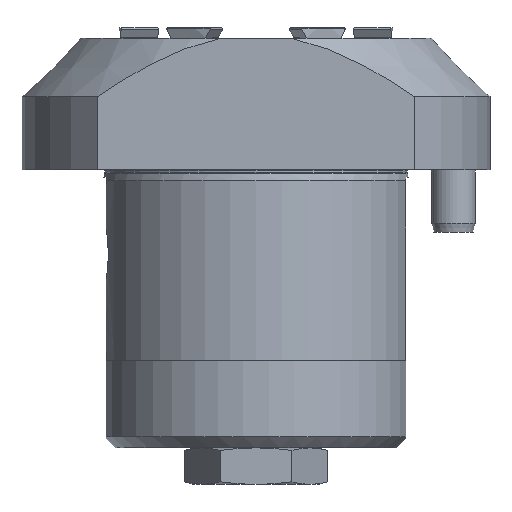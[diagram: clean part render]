
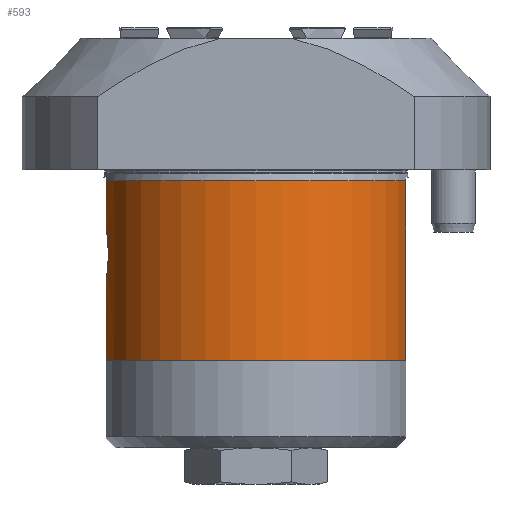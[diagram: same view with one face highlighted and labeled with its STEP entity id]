
A CAD part, left-side view. The second image highlights one B-rep face of the part: STEP entity #593.
In plain terms, the highlighted cylindrical face has radius 21 mm (diameter 42 mm), a partial arc.
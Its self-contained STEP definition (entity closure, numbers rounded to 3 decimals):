
#179=FACE_OUTER_BOUND('',#829,.T.);
#277=B_SPLINE_CURVE_WITH_KNOTS('',3,(#3053,#3054,#3055,#3056,#3057,#3058,
#3059,#3060),.UNSPECIFIED.,.F.,.F.,(4,2,2,4),(0.,0.25,0.5,1.),.UNSPECIFIED.);
#436=LINE('',#3051,#514);
#437=LINE('',#3062,#515);
#438=LINE('',#3066,#516);
#514=VECTOR('',#2478,1.);
#515=VECTOR('',#2479,1.);
#516=VECTOR('',#2482,1.);
#593=ADVANCED_FACE('',(#179),#721,.T.);
#721=CYLINDRICAL_SURFACE('',#2216,21.);
#829=EDGE_LOOP('',(#994,#995,#996,#997,#998,#999));
#994=ORIENTED_EDGE('',*,*,#1813,.F.);
#995=ORIENTED_EDGE('',*,*,#1814,.T.);
#996=ORIENTED_EDGE('',*,*,#1815,.T.);
#997=ORIENTED_EDGE('',*,*,#1816,.T.);
#998=ORIENTED_EDGE('',*,*,#1817,.F.);
#999=ORIENTED_EDGE('',*,*,#1818,.T.);
#1604=VERTEX_POINT('',#3049);
#1605=VERTEX_POINT('',#3050);
#1606=VERTEX_POINT('',#3052);
#1607=VERTEX_POINT('',#3061);
#1608=VERTEX_POINT('',#3063);
#1609=VERTEX_POINT('',#3065);
#1813=EDGE_CURVE('',#1604,#1605,#2116,.T.);
#1814=EDGE_CURVE('',#1604,#1606,#436,.T.);
#1815=EDGE_CURVE('',#1606,#1607,#277,.T.);
#1816=EDGE_CURVE('',#1607,#1608,#437,.T.);
#1817=EDGE_CURVE('',#1609,#1608,#2117,.T.);
#1818=EDGE_CURVE('',#1609,#1605,#438,.T.);
#2116=CIRCLE('',#2214,21.);
#2117=CIRCLE('',#2215,21.);
#2214=AXIS2_PLACEMENT_3D('',#3048,#2476,#2477);
#2215=AXIS2_PLACEMENT_3D('',#3064,#2480,#2481);
#2216=AXIS2_PLACEMENT_3D('',#3067,#2483,#2484);
#2476=DIRECTION('',(0.,0.,1.));
#2477=DIRECTION('',(-1.,0.,0.));
#2478=DIRECTION('',(0.,0.,-1.));
#2479=DIRECTION('',(0.,0.,-1.));
#2480=DIRECTION('',(0.,0.,-1.));
#2481=DIRECTION('',(1.,0.,0.));
#2482=DIRECTION('',(0.,0.,1.));
#2483=DIRECTION('',(0.,0.,-1.));
#2484=DIRECTION('',(-1.,0.,0.));
#3048=CARTESIAN_POINT('',(0.,0.,-1.5));
#3049=CARTESIAN_POINT('',(-4.555,20.5,-1.5));
#3050=CARTESIAN_POINT('',(-4.555,-20.5,-1.5));
#3051=CARTESIAN_POINT('',(-4.555,20.5,-38.));
#3052=CARTESIAN_POINT('',(-4.555,20.5,-7.991));
#3053=CARTESIAN_POINT('',(-4.555,20.5,-7.991));
#3054=CARTESIAN_POINT('',(-4.92,20.419,-8.501));
#3055=CARTESIAN_POINT('',(-5.195,20.348,-9.052));
#3056=CARTESIAN_POINT('',(-5.575,20.247,-10.237));
#3057=CARTESIAN_POINT('',(-5.674,20.219,-10.866));
#3058=CARTESIAN_POINT('',(-5.677,20.218,-12.739));
#3059=CARTESIAN_POINT('',(-5.285,20.338,-13.99));
#3060=CARTESIAN_POINT('',(-4.555,20.5,-15.009));
#3061=CARTESIAN_POINT('',(-4.555,20.5,-15.009));
#3062=CARTESIAN_POINT('',(-4.555,20.5,-38.));
#3063=CARTESIAN_POINT('',(-4.555,20.5,-26.));
#3064=CARTESIAN_POINT('',(0.,0.,-26.));
#3065=CARTESIAN_POINT('',(-4.555,-20.5,-26.));
#3066=CARTESIAN_POINT('',(-4.555,-20.5,-38.));
#3067=CARTESIAN_POINT('',(0.,0.,-38.));
